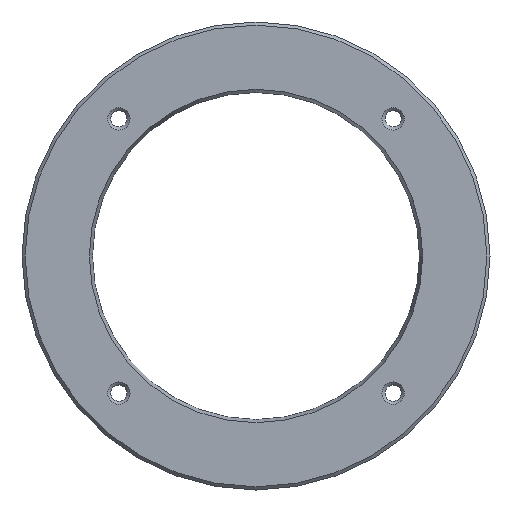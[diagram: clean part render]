
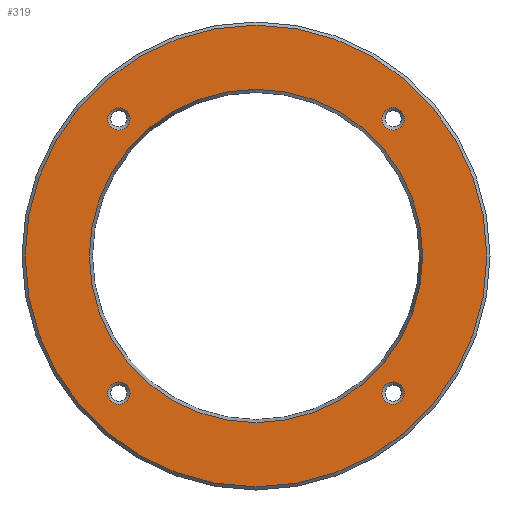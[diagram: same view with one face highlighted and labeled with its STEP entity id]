
A CAD part, front view. The second image highlights one B-rep face of the part: STEP entity #319.
In plain terms, the highlighted planar face has unit normal (0, -1, 0).
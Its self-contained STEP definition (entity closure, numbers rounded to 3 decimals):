
#22=FACE_BOUND('',#61,.T.);
#23=FACE_BOUND('',#62,.T.);
#24=FACE_BOUND('',#63,.T.);
#25=FACE_BOUND('',#64,.T.);
#26=FACE_BOUND('',#65,.T.);
#33=PLANE('',#360);
#40=FACE_OUTER_BOUND('',#60,.T.);
#60=EDGE_LOOP('',(#236));
#61=EDGE_LOOP('',(#237));
#62=EDGE_LOOP('',(#238));
#63=EDGE_LOOP('',(#239));
#64=EDGE_LOOP('',(#240));
#65=EDGE_LOOP('',(#241));
#122=CIRCLE('',#357,36.);
#124=CIRCLE('',#361,26.);
#125=CIRCLE('',#362,1.75);
#126=CIRCLE('',#363,1.75);
#127=CIRCLE('',#364,1.75);
#128=CIRCLE('',#365,1.75);
#150=VERTEX_POINT('',#525);
#152=VERTEX_POINT('',#533);
#153=VERTEX_POINT('',#535);
#154=VERTEX_POINT('',#537);
#155=VERTEX_POINT('',#539);
#156=VERTEX_POINT('',#541);
#181=EDGE_CURVE('',#150,#150,#122,.T.);
#184=EDGE_CURVE('',#152,#152,#124,.T.);
#185=EDGE_CURVE('',#153,#153,#125,.T.);
#186=EDGE_CURVE('',#154,#154,#126,.T.);
#187=EDGE_CURVE('',#155,#155,#127,.T.);
#188=EDGE_CURVE('',#156,#156,#128,.T.);
#236=ORIENTED_EDGE('',*,*,#181,.F.);
#237=ORIENTED_EDGE('',*,*,#184,.F.);
#238=ORIENTED_EDGE('',*,*,#185,.F.);
#239=ORIENTED_EDGE('',*,*,#186,.F.);
#240=ORIENTED_EDGE('',*,*,#187,.F.);
#241=ORIENTED_EDGE('',*,*,#188,.F.);
#319=ADVANCED_FACE('',(#40,#22,#23,#24,#25,#26),#33,.F.);
#357=AXIS2_PLACEMENT_3D('',#527,#419,#420);
#360=AXIS2_PLACEMENT_3D('',#532,#426,#427);
#361=AXIS2_PLACEMENT_3D('',#534,#428,#429);
#362=AXIS2_PLACEMENT_3D('',#536,#430,#431);
#363=AXIS2_PLACEMENT_3D('',#538,#432,#433);
#364=AXIS2_PLACEMENT_3D('',#540,#434,#435);
#365=AXIS2_PLACEMENT_3D('',#542,#436,#437);
#419=DIRECTION('center_axis',(0.,1.,0.));
#420=DIRECTION('ref_axis',(-1.,0.,0.));
#426=DIRECTION('center_axis',(0.,1.,0.));
#427=DIRECTION('ref_axis',(-1.,0.,0.));
#428=DIRECTION('center_axis',(0.,-1.,0.));
#429=DIRECTION('ref_axis',(-1.,0.,0.));
#430=DIRECTION('center_axis',(0.,-1.,0.));
#431=DIRECTION('ref_axis',(0.,0.,-1.));
#432=DIRECTION('center_axis',(0.,-1.,0.));
#433=DIRECTION('ref_axis',(0.,0.,1.));
#434=DIRECTION('center_axis',(0.,-1.,0.));
#435=DIRECTION('ref_axis',(1.,0.,0.));
#436=DIRECTION('center_axis',(0.,-1.,0.));
#437=DIRECTION('ref_axis',(-1.,0.,0.));
#525=CARTESIAN_POINT('',(36.,-156.052,618.138));
#527=CARTESIAN_POINT('Origin',(0.,-156.052,618.138));
#532=CARTESIAN_POINT('Origin',(0.,-156.052,618.138));
#533=CARTESIAN_POINT('',(26.,-156.052,618.138));
#534=CARTESIAN_POINT('Origin',(0.,-156.052,618.138));
#535=CARTESIAN_POINT('',(21.39,-156.052,598.498));
#536=CARTESIAN_POINT('Origin',(21.39,-156.052,596.748));
#537=CARTESIAN_POINT('',(-21.39,-156.052,637.778));
#538=CARTESIAN_POINT('Origin',(-21.39,-156.052,639.528));
#539=CARTESIAN_POINT('',(19.64,-156.052,639.528));
#540=CARTESIAN_POINT('Origin',(21.39,-156.052,639.528));
#541=CARTESIAN_POINT('',(-19.64,-156.052,596.748));
#542=CARTESIAN_POINT('Origin',(-21.39,-156.052,596.748));
